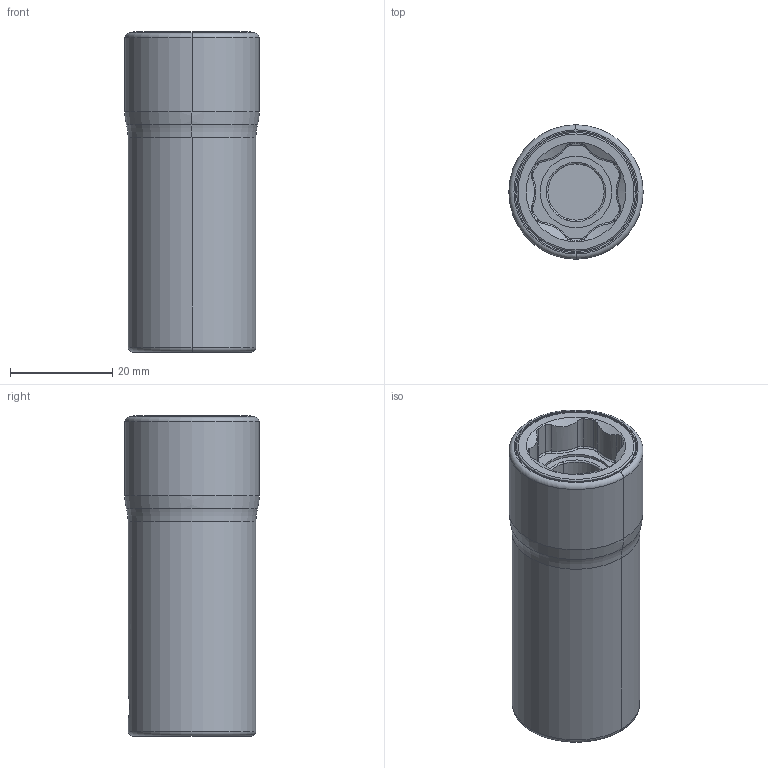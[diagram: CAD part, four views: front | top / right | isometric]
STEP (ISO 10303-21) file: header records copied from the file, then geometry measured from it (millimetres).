
FILE_DESCRIPTION((''),'2;1');
FILE_NAME('4027129416_ASM','2023-08-30T09:43:33',('a00565553'),(''),'CREO PARAMETRIC BY PTC INC, 2022414','CREO PARAMETRIC BY PTC INC, 2022414','');
FILE_SCHEMA(('CONFIG_CONTROL_DESIGN','GEOMETRIC_VALIDATION_PROPERTIES_MIM'));
Length unit declared in the file: millimetre
Products named in the file (1): 4027129416_ASM
Bounding box: 26.3 x 26.3 x 62.7 mm (x, y, z)
Surface area: 8525.1 mm2 (no closed solid volume)
Topology: 0 solids, 7 shells, 158 faces, 438 edges, 282 vertices
Faces by surface type: cylinder 59, torus 49, plane 36, cone 12, bspline 2
Entity records: 8035 total; most frequent: CARTESIAN_POINT 1469, DIRECTION 905, ORIENTED_EDGE 774, PRESENTATION_STYLE_ASSIGNMENT 601, STYLED_ITEM 443, CURVE_STYLE 438, EDGE_CURVE 438, AXIS2_PLACEMENT_3D 393
